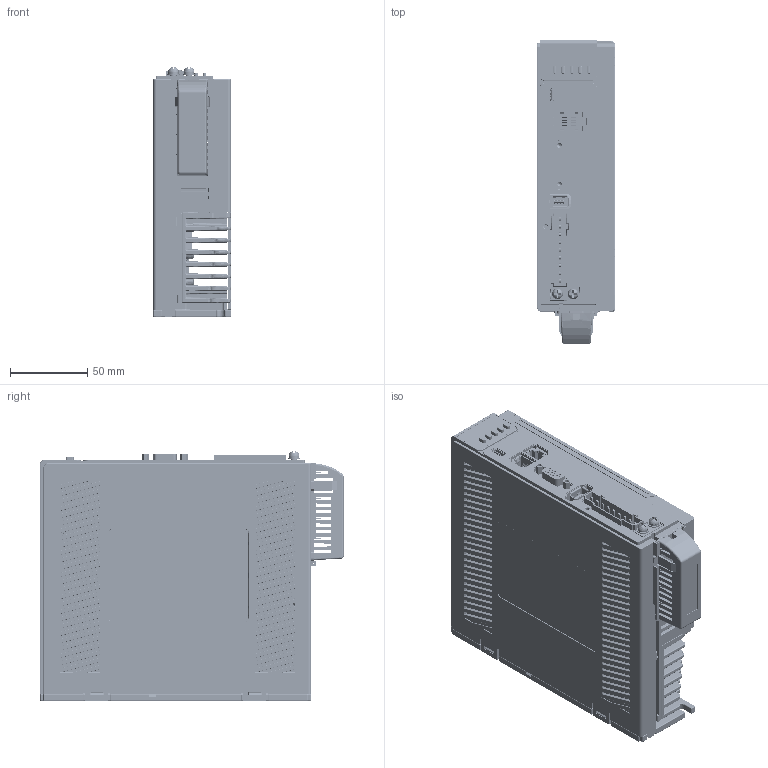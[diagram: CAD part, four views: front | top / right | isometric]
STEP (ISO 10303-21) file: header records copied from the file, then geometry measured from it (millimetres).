
FILE_DESCRIPTION((''),'2;1');
FILE_NAME('ASM0001_L7P_ASM_27_ASM_ASM','2022-08-17T',('Administrator'),(''),'PRO/ENGINEER BY PARAMETRIC TECHNOLOGY CORPORATION, 2010280','PRO/ENGINEER BY PARAMETRIC TECHNOLOGY CORPORATION, 2010280','');
FILE_SCHEMA(('CONFIG_CONTROL_DESIGN'));
Products named in the file (32): M3X8_GB818_9_1_1; D3_GB9074_26_11_1_1; D3_GB9074_24_14_1_1; M3X8_GB9074_4_ASM_1_ASM_1_ASM_ASM; M4X10_GB818_1_1_1; D4_GB9074_26_1_1_1; D4_GB9074_24_1_1_1; M4X10_GB9074_4_ASM_1_ASM_1_ASM_ASM; DB_L7_750_2_1; PCB_L8L_2; 9P___1_1; JDDZ____1_1; PCB_SMALL_L7__1; FUS606_REF_1; C-5788516-1-A-3D_Z_1; 559591230_1_1; F8ER-3_5-04P_1; RJ45_2X1__1_1; MANIFOLD_SOLID_BREP_55389_1; MANIFOLD_SOLID_BREP_55877_1; MANIFOLD_SOLID_BREP_56365_1; MANIFOLD_SOLID_BREP_56481_1; MANIFOLD_SOLID_BREP_56597_1; HDR15F_1_ASM_3_ASM_ASM; PCB_L8L_ASM_7_ASM_ASM; YKL_1; AJ_190117_____1_3; QWA_3_2; AWQ1_2_1; ASS_ASM_2_ASM_3_ASM_ASM; L7N-750-GZ_2; ASM0001_L7P_ASM_27_ASM_ASM
Assembly tree (34 placements, depth 4):
  ASM0001_L7P_ASM_27_ASM_ASM
    M3X8_GB9074_4_ASM_1_ASM_1_ASM_ASM  x3
      M3X8_GB818_9_1_1
      D3_GB9074_26_11_1_1
      D3_GB9074_24_14_1_1
    M4X10_GB9074_4_ASM_1_ASM_1_ASM_ASM  x2
      M4X10_GB818_1_1_1
      D4_GB9074_26_1_1_1
      D4_GB9074_24_1_1_1
    DB_L7_750_2_1
    PCB_L8L_ASM_7_ASM_ASM
      PCB_L8L_2
      9P___1_1
      JDDZ____1_1
      PCB_SMALL_L7__1
      FUS606_REF_1
      C-5788516-1-A-3D_Z_1
      559591230_1_1
      F8ER-3_5-04P_1
      RJ45_2X1__1_1
      HDR15F_1_ASM_3_ASM_ASM
        MANIFOLD_SOLID_BREP_55389_1
        MANIFOLD_SOLID_BREP_55877_1
        MANIFOLD_SOLID_BREP_56365_1
        MANIFOLD_SOLID_BREP_56481_1
        MANIFOLD_SOLID_BREP_56597_1
    YKL_1
    AJ_190117_____1_3
    ASS_ASM_2_ASM_3_ASM_ASM
      QWA_3_2
      AWQ1_2_1
    L7N-750-GZ_2
Bounding box: 50 x 196 x 161.49 mm (x, y, z)
Volume: 451447 mm3; surface area: 351048.7 mm2
Topology: 35 solids, 35 shells, 8278 faces, 21827 edges, 13334 vertices
Faces by surface type: plane 4354, cylinder 2468, bspline 619, sphere 332, torus 320, cone 141, extrusion 40, revolution 4
Entity records: 274911 total; most frequent: CARTESIAN_POINT 79504, ORIENTED_EDGE 42250, DIRECTION 37854, EDGE_CURVE 21125, VECTOR 14442, LINE 14402, VERTEX_POINT 13088, AXIS2_PLACEMENT_3D 11704
